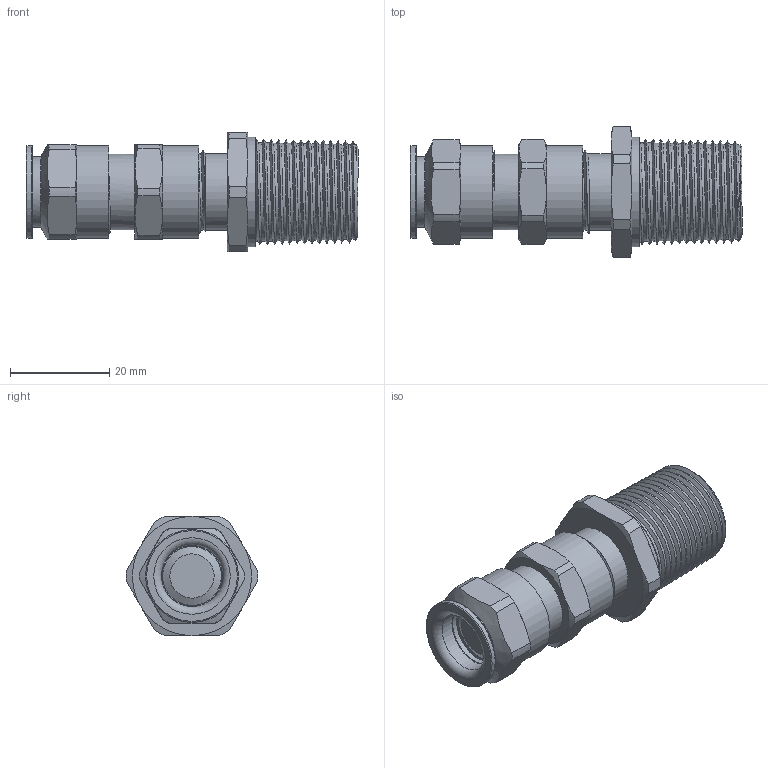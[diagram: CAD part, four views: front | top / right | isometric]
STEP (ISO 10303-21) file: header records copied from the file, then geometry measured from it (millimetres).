
FILE_DESCRIPTION(/* description */ ('ADE-4F NPT 1/2"'),/* implementation_level */ '2;1');
FILE_NAME(/* name */ '00848674V1-RST.stp',/* time_stamp */ '2020-03-17T15:11:41+01:00',/* author */ ('sl'),/* organization */ (''),/* preprocessor_version */ 'ST-DEVELOPER v16.5',/* originating_system */ 'Autodesk Inventor 2017',/* authorisation */ '');
FILE_SCHEMA (('AUTOMOTIVE_DESIGN { 1 0 10303 214 3 1 1 }'));
Length unit declared in the file: millimetre
Products named in the file (9): 00848674V1; 00848674V1_1; 00848674V1_2; 00848674V1_3; 00848674V1_4; 00848674V1_5; 00848674V1_6; 00848664V1; 00846574V1
Assembly tree (8 placements, depth 2):
  00848674V1
    00848674V1_1
    00848674V1_2
    00848674V1_3
    00848674V1_4
    00848674V1_5
    00848674V1_6
    00848664V1
    00846574V1
Bounding box: 66.86 x 26.4 x 24 mm (x, y, z)
Volume: 9214.4 mm3; surface area: 14107.6 mm2
Topology: 10 solids, 10 shells, 205 faces, 433 edges, 268 vertices
Faces by surface type: plane 68, cylinder 64, cone 48, torus 15, bspline 10
Full cylindrical faces by diameter (mm): 8.57 x1, 8.69 x1, 8.7 x1, 9.57 x1, 9.62 x1, 10.44 x1, 10.81 x1, 11.04 x1, 11.68 x1, 11.8 x2, 11.83 x1, 11.86 x1, 12 x1, 12.19 x2, 12.42 x1, 13.06 x1, 13.14 x1, 13.26 x1, 13.43 x1, 13.45 x1, 14.25 x1, 14.57 x1, 15.27 x2, 15.378 x2, 15.77 x2, 15.78 x1, 16 x1, 16.05 x1, 16.16 x7, 18.67 x1
Entity records: 11298 total; most frequent: CARTESIAN_POINT 7392, DIRECTION 800, ORIENTED_EDGE 648, AXIS2_PLACEMENT_3D 382, EDGE_CURVE 322, EDGE_LOOP 298, VERTEX_POINT 236, FACE_OUTER_BOUND 194
